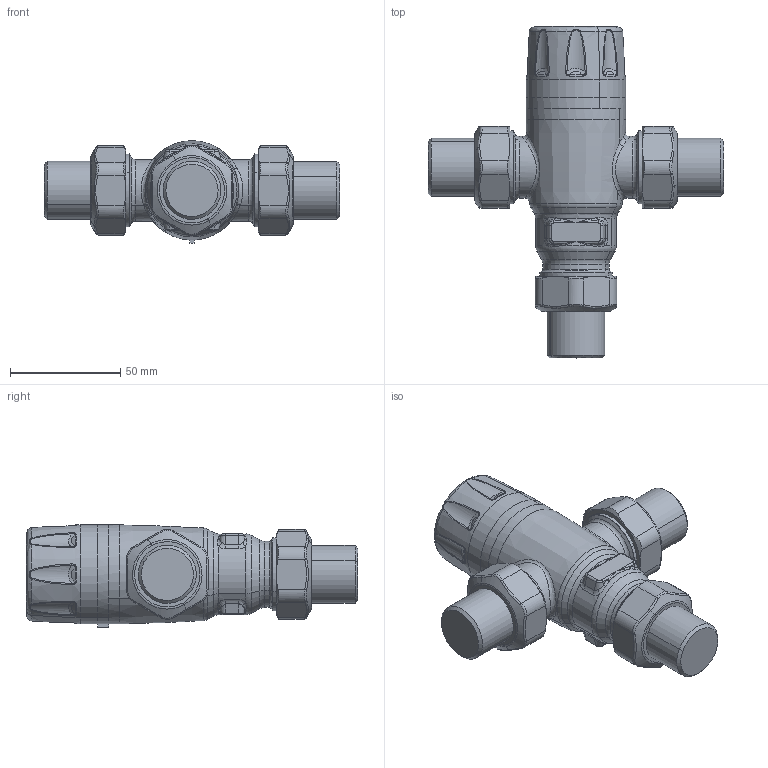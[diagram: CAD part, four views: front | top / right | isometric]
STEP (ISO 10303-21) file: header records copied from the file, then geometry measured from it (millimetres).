
FILE_DESCRIPTION(('CATIA V5 STEP Exchange','CAx-IF Rec.Pracs.--- Model Styling and Organization---1.4--- 2014-01-23','CAx-IF Rec.Pracs.---3D Tessellated Data Validation Properties---0.5---2014-09-14'),'2;1');
FILE_NAME('STEP_521500_-_TST.stp','2021-02-15T06:58:04+00:00',('none'),('none'),'CATIA Version 5-6 Release 2019 SP3','CATIA V5 STEP AP242 v1','none');
FILE_SCHEMA(('AP242_MANAGED_MODEL_BASED_3D_ENGINEERING_MIM_LF {1 0 10303 442 1 1 4}'));
Length unit declared in the file: millimetre
Products named in the file (1): 521500 PIENO
Bounding box: 134 x 150.6 x 46.5 mm (x, y, z)
Volume: 257455.9 mm3; surface area: 32003 mm2
Topology: 1 solids, 1 shells, 375 faces, 870 edges, 493 vertices
Faces by surface type: bspline 142, cylinder 74, cone 62, plane 45, torus 44, revolution 6, sphere 2
Entity records: 21644 total; most frequent: CARTESIAN_POINT 14765, ORIENTED_EDGE 1720, EDGE_CURVE 860, DIRECTION 699, B_SPLINE_CURVE_WITH_KNOTS 495, VERTEX_POINT 493, AXIS2_PLACEMENT_3D 393, EDGE_LOOP 381
